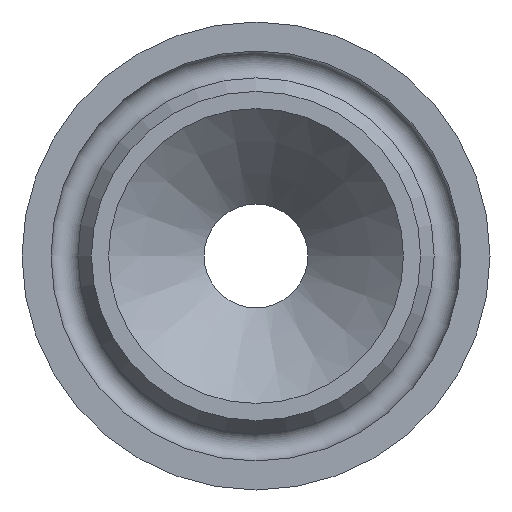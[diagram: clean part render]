
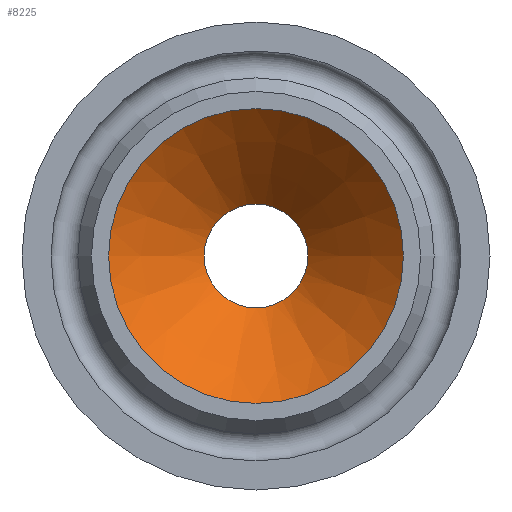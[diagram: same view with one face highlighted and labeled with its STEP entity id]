
A CAD part, left-side view. The second image highlights one B-rep face of the part: STEP entity #8225.
In plain terms, the highlighted conical face has half-angle 45 degrees and reference radius 5.321 mm.
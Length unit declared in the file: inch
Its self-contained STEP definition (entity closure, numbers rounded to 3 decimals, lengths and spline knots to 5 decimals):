
#19=CONICAL_SURFACE('',#8723,0.2095,0.785);
#908=FACE_OUTER_BOUND('',#1401,.T.);
#1401=EDGE_LOOP('',(#7672,#7673,#7674,#7675,#7676,#7677));
#2030=CIRCLE('',#8685,0.109);
#2031=CIRCLE('',#8686,0.109);
#2056=CIRCLE('',#8724,0.31);
#2057=CIRCLE('',#8725,0.31);
#2633=LINE('',#19248,#3200);
#3200=VECTOR('',#10254,0.2095);
#3991=VERTEX_POINT('',#19177);
#3992=VERTEX_POINT('',#19179);
#4015=VERTEX_POINT('',#19247);
#4016=VERTEX_POINT('',#19249);
#5206=EDGE_CURVE('',#3992,#3991,#2030,.T.);
#5207=EDGE_CURVE('',#3991,#3992,#2031,.T.);
#5238=EDGE_CURVE('',#3991,#4015,#2633,.T.);
#5239=EDGE_CURVE('',#4016,#4015,#2056,.T.);
#5240=EDGE_CURVE('',#4015,#4016,#2057,.T.);
#7672=ORIENTED_EDGE('',*,*,#5206,.T.);
#7673=ORIENTED_EDGE('',*,*,#5238,.T.);
#7674=ORIENTED_EDGE('',*,*,#5239,.F.);
#7675=ORIENTED_EDGE('',*,*,#5240,.F.);
#7676=ORIENTED_EDGE('',*,*,#5238,.F.);
#7677=ORIENTED_EDGE('',*,*,#5207,.T.);
#8225=ADVANCED_FACE('',(#908),#19,.F.);
#8685=AXIS2_PLACEMENT_3D('',#19180,#10170,#10171);
#8686=AXIS2_PLACEMENT_3D('',#19181,#10172,#10173);
#8723=AXIS2_PLACEMENT_3D('',#19246,#10252,#10253);
#8724=AXIS2_PLACEMENT_3D('',#19250,#10255,#10256);
#8725=AXIS2_PLACEMENT_3D('',#19251,#10257,#10258);
#10170=DIRECTION('center_axis',(1.,0.,0.));
#10171=DIRECTION('ref_axis',(0.,1.,0.));
#10172=DIRECTION('center_axis',(1.,0.,0.));
#10173=DIRECTION('ref_axis',(0.,1.,0.));
#10252=DIRECTION('center_axis',(-1.,0.,0.));
#10253=DIRECTION('ref_axis',(0.,1.,0.));
#10254=DIRECTION('',(-0.707,-0.707,0.));
#10255=DIRECTION('center_axis',(1.,0.,0.));
#10256=DIRECTION('ref_axis',(0.,1.,0.));
#10257=DIRECTION('center_axis',(1.,0.,0.));
#10258=DIRECTION('ref_axis',(0.,1.,0.));
#19177=CARTESIAN_POINT('',(0.232,-0.109,0.));
#19179=CARTESIAN_POINT('',(0.232,0.109,0.));
#19180=CARTESIAN_POINT('Origin',(0.232,0.,0.));
#19181=CARTESIAN_POINT('Origin',(0.232,0.,0.));
#19246=CARTESIAN_POINT('Origin',(0.1315,0.,0.));
#19247=CARTESIAN_POINT('',(0.031,-0.31,0.));
#19248=CARTESIAN_POINT('',(0.1315,-0.2095,0.));
#19249=CARTESIAN_POINT('',(0.031,0.31,0.));
#19250=CARTESIAN_POINT('Origin',(0.031,0.,0.));
#19251=CARTESIAN_POINT('Origin',(0.031,0.,0.));
